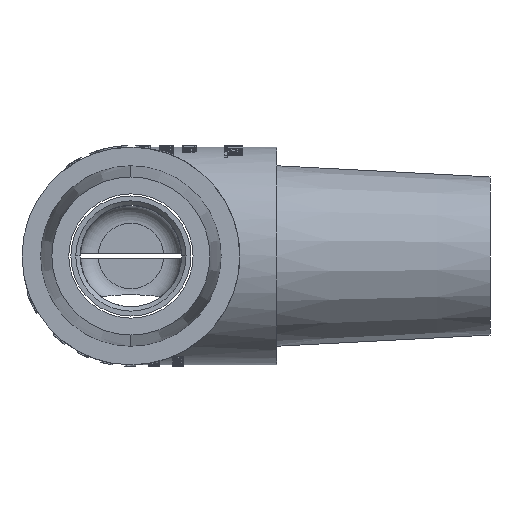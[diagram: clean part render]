
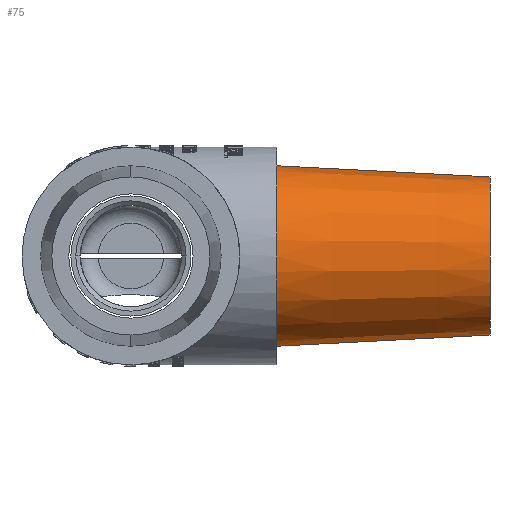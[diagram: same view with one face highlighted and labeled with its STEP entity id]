
A CAD part, left-side view. The second image highlights one B-rep face of the part: STEP entity #75.
In plain terms, the highlighted conical face has half-angle 3 degrees and reference radius 13.63 mm.
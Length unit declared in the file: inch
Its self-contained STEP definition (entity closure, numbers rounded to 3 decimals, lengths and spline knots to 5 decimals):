
#75 = ADVANCED_FACE ( 'NONE', ( #40921 ), #65428, .T. ) ;
#1695 = VERTEX_POINT ( 'NONE', #8943 ) ;
#2179 = VERTEX_POINT ( 'NONE', #11046 ) ;
#2190 = ORIENTED_EDGE ( 'NONE', *, *, #9625, .T. ) ;
#4382 = EDGE_CURVE ( 'NONE', #31038, #1695, #5617, .T. ) ;
#5109 = VECTOR ( 'NONE', #50917, 39.37008 ) ;
#5617 = CIRCLE ( 'NONE', #54088, 0.6125 ) ;
#7708 = EDGE_CURVE ( 'NONE', #40632, #2179, #45950, .T. ) ;
#8884 = CARTESIAN_POINT ( 'NONE',  ( 0., -2.437, 0. ) ) ;
#8943 = CARTESIAN_POINT ( 'NONE',  ( 0., -0.989, 0.6125 ) ) ;
#9625 = EDGE_CURVE ( 'NONE', #2179, #1695, #85519, .T. ) ;
#9630 = CARTESIAN_POINT ( 'NONE',  ( 0., -2.437, 0.53661 ) ) ;
#11046 = CARTESIAN_POINT ( 'NONE',  ( 0., -2.437, 0.53661 ) ) ;
#13842 = ORIENTED_EDGE ( 'NONE', *, *, #36485, .F. ) ;
#15144 = DIRECTION ( 'NONE',  ( 0., 1., 0. ) ) ;
#16144 = LINE ( 'NONE', #70583, #5109 ) ;
#24060 = AXIS2_PLACEMENT_3D ( 'NONE', #61909, #27515, #54737 ) ;
#24379 = DIRECTION ( 'NONE',  ( 0., 0.999, 0.052 ) ) ;
#26146 = EDGE_LOOP ( 'NONE', ( #13842, #56297, #2190, #44001 ) ) ;
#27515 = DIRECTION ( 'NONE',  ( 0., 1., 0. ) ) ;
#28088 = DIRECTION ( 'NONE',  ( 0., 0., 1. ) ) ;
#28998 = DIRECTION ( 'NONE',  ( 0., 1., 0. ) ) ;
#30256 = AXIS2_PLACEMENT_3D ( 'NONE', #8884, #28998, #48617 ) ;
#31038 = VERTEX_POINT ( 'NONE', #74062 ) ;
#36485 = EDGE_CURVE ( 'NONE', #40632, #31038, #16144, .T. ) ;
#40632 = VERTEX_POINT ( 'NONE', #62916 ) ;
#40921 = FACE_OUTER_BOUND ( 'NONE', #26146, .T. ) ;
#44001 = ORIENTED_EDGE ( 'NONE', *, *, #4382, .F. ) ;
#45950 = CIRCLE ( 'NONE', #30256, 0.53661 ) ;
#48617 = DIRECTION ( 'NONE',  ( 0., 0., 1. ) ) ;
#50917 = DIRECTION ( 'NONE',  ( 0., 0.999, -0.052 ) ) ;
#54088 = AXIS2_PLACEMENT_3D ( 'NONE', #54877, #15144, #28088 ) ;
#54737 = DIRECTION ( 'NONE',  ( 0., 0., 1. ) ) ;
#54877 = CARTESIAN_POINT ( 'NONE',  ( 0., -0.989, 0. ) ) ;
#56297 = ORIENTED_EDGE ( 'NONE', *, *, #7708, .T. ) ;
#61909 = CARTESIAN_POINT ( 'NONE',  ( 0., -2.437, 0. ) ) ;
#62916 = CARTESIAN_POINT ( 'NONE',  ( 0., -2.437, -0.53661 ) ) ;
#65428 = CONICAL_SURFACE ( 'NONE', #24060, 0.53661, 0.052 ) ;
#69489 = VECTOR ( 'NONE', #24379, 39.37008 ) ;
#70583 = CARTESIAN_POINT ( 'NONE',  ( 0., -2.437, -0.53661 ) ) ;
#74062 = CARTESIAN_POINT ( 'NONE',  ( 0., -0.989, -0.6125 ) ) ;
#85519 = LINE ( 'NONE', #9630, #69489 ) ;
